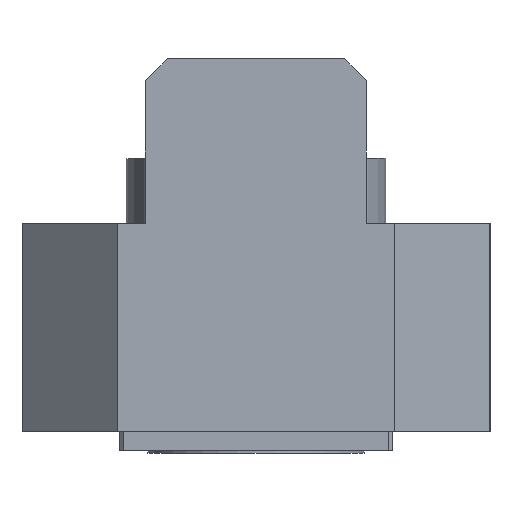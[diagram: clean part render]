
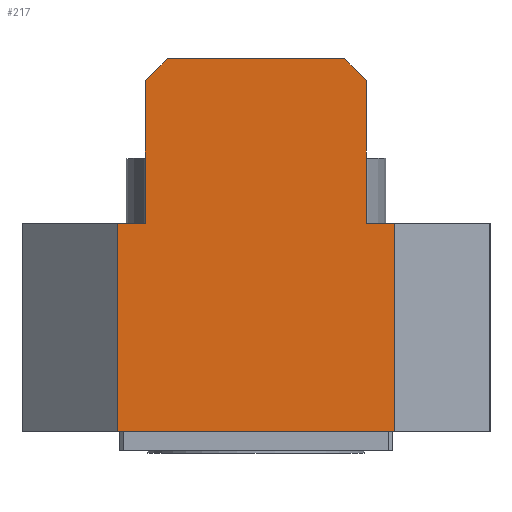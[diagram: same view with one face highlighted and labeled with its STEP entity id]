
A CAD part, left-side view. The second image highlights one B-rep face of the part: STEP entity #217.
In plain terms, the highlighted planar face has unit normal (-1, 0, 0).
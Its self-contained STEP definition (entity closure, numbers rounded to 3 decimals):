
#32=LINE('',#1048,#92);
#33=LINE('',#1051,#93);
#34=LINE('',#1053,#94);
#35=LINE('',#1055,#95);
#36=LINE('',#1057,#96);
#37=LINE('',#1059,#97);
#38=LINE('',#1061,#98);
#39=LINE('',#1063,#99);
#40=LINE('',#1065,#100);
#41=LINE('',#1067,#101);
#92=VECTOR('',#676,1.);
#93=VECTOR('',#677,1.);
#94=VECTOR('',#678,1.);
#95=VECTOR('',#679,1.);
#96=VECTOR('',#680,1.);
#97=VECTOR('',#681,1.);
#98=VECTOR('',#682,1.);
#99=VECTOR('',#683,1.);
#100=VECTOR('',#684,1.);
#101=VECTOR('',#685,1.);
#153=PLANE('',#626);
#181=FACE_OUTER_BOUND('',#275,.T.);
#217=ADVANCED_FACE('',(#181),#153,.F.);
#275=EDGE_LOOP('',(#324,#325,#326,#327,#328,#329,#330,#331,#332,#333));
#324=ORIENTED_EDGE('',*,*,#527,.T.);
#325=ORIENTED_EDGE('',*,*,#528,.F.);
#326=ORIENTED_EDGE('',*,*,#529,.F.);
#327=ORIENTED_EDGE('',*,*,#530,.F.);
#328=ORIENTED_EDGE('',*,*,#531,.F.);
#329=ORIENTED_EDGE('',*,*,#532,.F.);
#330=ORIENTED_EDGE('',*,*,#533,.T.);
#331=ORIENTED_EDGE('',*,*,#534,.F.);
#332=ORIENTED_EDGE('',*,*,#535,.F.);
#333=ORIENTED_EDGE('',*,*,#536,.T.);
#472=VERTEX_POINT('',#1049);
#473=VERTEX_POINT('',#1050);
#474=VERTEX_POINT('',#1052);
#475=VERTEX_POINT('',#1054);
#476=VERTEX_POINT('',#1056);
#477=VERTEX_POINT('',#1058);
#478=VERTEX_POINT('',#1060);
#479=VERTEX_POINT('',#1062);
#480=VERTEX_POINT('',#1064);
#481=VERTEX_POINT('',#1066);
#527=EDGE_CURVE('',#472,#473,#32,.T.);
#528=EDGE_CURVE('',#474,#473,#33,.T.);
#529=EDGE_CURVE('',#475,#474,#34,.T.);
#530=EDGE_CURVE('',#476,#475,#35,.T.);
#531=EDGE_CURVE('',#477,#476,#36,.T.);
#532=EDGE_CURVE('',#478,#477,#37,.T.);
#533=EDGE_CURVE('',#478,#479,#38,.T.);
#534=EDGE_CURVE('',#480,#479,#39,.T.);
#535=EDGE_CURVE('',#481,#480,#40,.T.);
#536=EDGE_CURVE('',#481,#472,#41,.T.);
#626=AXIS2_PLACEMENT_3D('',#1068,#686,#687);
#676=DIRECTION('',(0.,1.,0.));
#677=DIRECTION('',(0.,0.,-1.));
#678=DIRECTION('',(0.,-0.707,-0.707));
#679=DIRECTION('',(0.,-1.,0.));
#680=DIRECTION('',(0.,-0.707,0.707));
#681=DIRECTION('',(0.,0.,1.));
#682=DIRECTION('',(0.,1.,0.));
#683=DIRECTION('',(0.,0.,1.));
#684=DIRECTION('',(0.,1.,0.));
#685=DIRECTION('',(0.,0.,1.));
#686=DIRECTION('',(1.,0.,0.));
#687=DIRECTION('',(0.,0.,1.));
#1048=CARTESIAN_POINT('',(-109.,-32.,0.));
#1049=CARTESIAN_POINT('',(-109.,-32.,0.));
#1050=CARTESIAN_POINT('',(-109.,-25.5,0.));
#1051=CARTESIAN_POINT('',(-109.,-25.5,33.));
#1052=CARTESIAN_POINT('',(-109.,-25.5,33.));
#1053=CARTESIAN_POINT('',(-109.,-20.5,38.));
#1054=CARTESIAN_POINT('',(-109.,-20.5,38.));
#1055=CARTESIAN_POINT('',(-109.,20.5,38.));
#1056=CARTESIAN_POINT('',(-109.,20.5,38.));
#1057=CARTESIAN_POINT('',(-109.,25.5,33.));
#1058=CARTESIAN_POINT('',(-109.,25.5,33.));
#1059=CARTESIAN_POINT('',(-109.,25.5,0.));
#1060=CARTESIAN_POINT('',(-109.,25.5,0.));
#1061=CARTESIAN_POINT('',(-109.,-32.,0.));
#1062=CARTESIAN_POINT('',(-109.,32.,0.));
#1063=CARTESIAN_POINT('',(-109.,32.,-48.));
#1064=CARTESIAN_POINT('',(-109.,32.,-48.));
#1065=CARTESIAN_POINT('',(-109.,-32.,-48.));
#1066=CARTESIAN_POINT('',(-109.,-32.,-48.));
#1067=CARTESIAN_POINT('',(-109.,-32.,-48.));
#1068=CARTESIAN_POINT('',(-109.,-32.,-48.));
